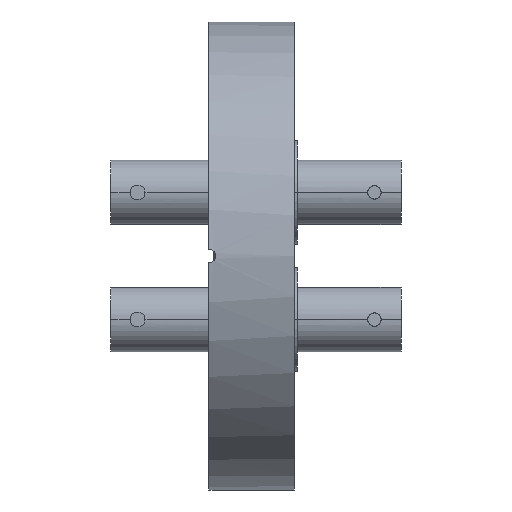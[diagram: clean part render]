
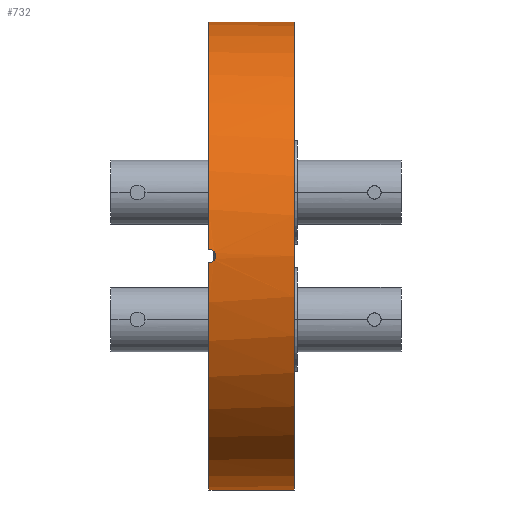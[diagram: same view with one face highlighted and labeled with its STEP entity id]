
A CAD part, left-side view. The second image highlights one B-rep face of the part: STEP entity #732.
In plain terms, the highlighted cylindrical face has radius 34.95 mm (diameter 69.9 mm), a partial arc.
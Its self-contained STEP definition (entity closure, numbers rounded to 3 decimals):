
#39 = EDGE_CURVE ( 'NONE', #1375, #4098, #3653, .T. ) ;
#112 = CARTESIAN_POINT ( 'NONE',  ( -34.939, -0.521, -0.893 ) ) ;
#176 = DIRECTION ( 'NONE',  ( 0., 1., 0. ) ) ;
#194 = ORIENTED_EDGE ( 'NONE', *, *, #3654, .T. ) ;
#357 = CYLINDRICAL_SURFACE ( 'NONE', #426, 34.95 ) ;
#426 = AXIS2_PLACEMENT_3D ( 'NONE', #3636, #176, #1916 ) ;
#427 = CARTESIAN_POINT ( 'NONE',  ( 0., -12.7, -34.95 ) ) ;
#515 = EDGE_LOOP ( 'NONE', ( #1285, #3448, #3193, #4377, #194, #2215 ) ) ;
#539 = VERTEX_POINT ( 'NONE', #1630 ) ;
#626 = VECTOR ( 'NONE', #4239, 1000. ) ;
#661 = DIRECTION ( 'NONE',  ( 0., 1., 0. ) ) ;
#694 = CARTESIAN_POINT ( 'NONE',  ( -34.936, 0., 1. ) ) ;
#732 = ADVANCED_FACE ( 'NONE', ( #2683 ), #357, .T. ) ;
#778 = CARTESIAN_POINT ( 'NONE',  ( -34.936, -0.132, 1. ) ) ;
#839 = AXIS2_PLACEMENT_3D ( 'NONE', #3274, #3594, #1218 ) ;
#852 = LINE ( 'NONE', #427, #626 ) ;
#956 = B_SPLINE_CURVE_WITH_KNOTS ( 'NONE', 3,
 ( #694, #778, #2408, #2978, #1712, #2124, #3271, #3738, #4201, #4229, #3544, #1462, #2890, #112, #3891, #1532 ),
 .UNSPECIFIED., .F., .F.,
 ( 4, 2, 2, 2, 2, 2, 2, 4 ),
 ( 0., 0., 0.001, 0.001, 0.002, 0.002, 0.002, 0.003 ),
 .UNSPECIFIED. ) ;
#975 = CARTESIAN_POINT ( 'NONE',  ( 0., 0., 34.95 ) ) ;
#976 = LINE ( 'NONE', #4418, #2089 ) ;
#1062 = DIRECTION ( 'NONE',  ( 0., 1., 0. ) ) ;
#1202 = AXIS2_PLACEMENT_3D ( 'NONE', #2791, #1062, #1744 ) ;
#1218 = DIRECTION ( 'NONE',  ( 0., 0., 1. ) ) ;
#1243 = AXIS2_PLACEMENT_3D ( 'NONE', #2295, #1941, #3120 ) ;
#1283 = VERTEX_POINT ( 'NONE', #4270 ) ;
#1285 = ORIENTED_EDGE ( 'NONE', *, *, #4311, .F. ) ;
#1375 = VERTEX_POINT ( 'NONE', #1585 ) ;
#1462 = CARTESIAN_POINT ( 'NONE',  ( -34.947, -0.874, -0.503 ) ) ;
#1532 = CARTESIAN_POINT ( 'NONE',  ( -34.936, 0., -1. ) ) ;
#1585 = CARTESIAN_POINT ( 'NONE',  ( 0., -12.7, -34.95 ) ) ;
#1630 = CARTESIAN_POINT ( 'NONE',  ( -34.936, 0., -1. ) ) ;
#1712 = CARTESIAN_POINT ( 'NONE',  ( -34.941, -0.615, 0.799 ) ) ;
#1744 = DIRECTION ( 'NONE',  ( 0., 0., 1. ) ) ;
#1916 = DIRECTION ( 'NONE',  ( 0., 0., 1. ) ) ;
#1941 = DIRECTION ( 'NONE',  ( 0., 1., 0. ) ) ;
#2089 = VECTOR ( 'NONE', #661, 1000. ) ;
#2124 = CARTESIAN_POINT ( 'NONE',  ( -34.945, -0.799, 0.615 ) ) ;
#2215 = ORIENTED_EDGE ( 'NONE', *, *, #2634, .F. ) ;
#2231 = CARTESIAN_POINT ( 'NONE',  ( 0., 0., -34.95 ) ) ;
#2295 = CARTESIAN_POINT ( 'NONE',  ( 0., 0., 0. ) ) ;
#2408 = CARTESIAN_POINT ( 'NONE',  ( -34.936, -0.262, 0.974 ) ) ;
#2481 = VERTEX_POINT ( 'NONE', #2231 ) ;
#2634 = EDGE_CURVE ( 'NONE', #2481, #539, #3361, .T. ) ;
#2669 = EDGE_CURVE ( 'NONE', #1283, #3433, #3766, .T. ) ;
#2683 = FACE_OUTER_BOUND ( 'NONE', #515, .T. ) ;
#2791 = CARTESIAN_POINT ( 'NONE',  ( 0., -12.7, 0. ) ) ;
#2890 = CARTESIAN_POINT ( 'NONE',  ( -34.945, -0.801, -0.613 ) ) ;
#2978 = CARTESIAN_POINT ( 'NONE',  ( -34.939, -0.504, 0.874 ) ) ;
#3120 = DIRECTION ( 'NONE',  ( 0., 0., 1. ) ) ;
#3193 = ORIENTED_EDGE ( 'NONE', *, *, #3553, .T. ) ;
#3271 = CARTESIAN_POINT ( 'NONE',  ( -34.947, -0.874, 0.503 ) ) ;
#3274 = CARTESIAN_POINT ( 'NONE',  ( 0., 0., 0. ) ) ;
#3361 = CIRCLE ( 'NONE', #1243, 34.95 ) ;
#3433 = VERTEX_POINT ( 'NONE', #975 ) ;
#3448 = ORIENTED_EDGE ( 'NONE', *, *, #39, .T. ) ;
#3544 = CARTESIAN_POINT ( 'NONE',  ( -34.949, -0.974, -0.261 ) ) ;
#3553 = EDGE_CURVE ( 'NONE', #4098, #3433, #976, .T. ) ;
#3594 = DIRECTION ( 'NONE',  ( 0., 1., 0. ) ) ;
#3636 = CARTESIAN_POINT ( 'NONE',  ( 0., -12.7, 0. ) ) ;
#3653 = CIRCLE ( 'NONE', #1202, 34.95 ) ;
#3654 = EDGE_CURVE ( 'NONE', #1283, #539, #956, .T. ) ;
#3738 = CARTESIAN_POINT ( 'NONE',  ( -34.949, -0.974, 0.263 ) ) ;
#3766 = CIRCLE ( 'NONE', #839, 34.95 ) ;
#3891 = CARTESIAN_POINT ( 'NONE',  ( -34.936, -0.264, -1. ) ) ;
#4098 = VERTEX_POINT ( 'NONE', #4155 ) ;
#4155 = CARTESIAN_POINT ( 'NONE',  ( 0., -12.7, 34.95 ) ) ;
#4201 = CARTESIAN_POINT ( 'NONE',  ( -34.95, -1., 0.131 ) ) ;
#4229 = CARTESIAN_POINT ( 'NONE',  ( -34.95, -1., -0.13 ) ) ;
#4239 = DIRECTION ( 'NONE',  ( 0., 1., 0. ) ) ;
#4270 = CARTESIAN_POINT ( 'NONE',  ( -34.936, 0., 1. ) ) ;
#4311 = EDGE_CURVE ( 'NONE', #1375, #2481, #852, .T. ) ;
#4377 = ORIENTED_EDGE ( 'NONE', *, *, #2669, .F. ) ;
#4418 = CARTESIAN_POINT ( 'NONE',  ( 0., -12.7, 34.95 ) ) ;
